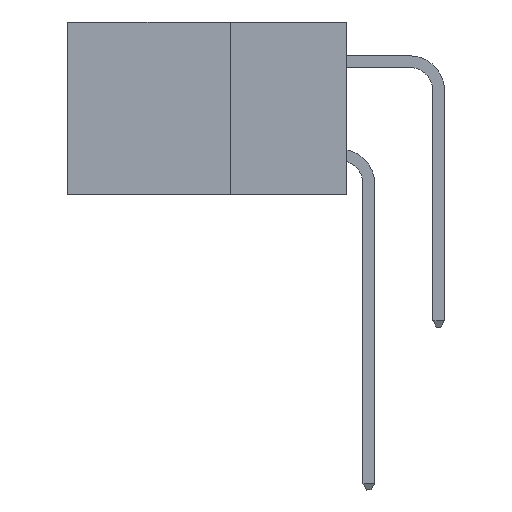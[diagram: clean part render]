
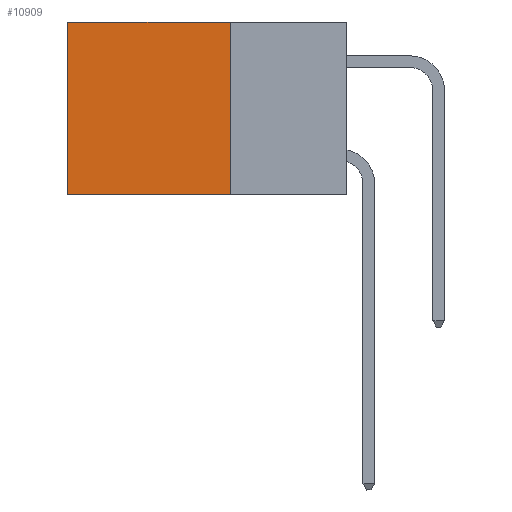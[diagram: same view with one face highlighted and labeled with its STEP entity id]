
A CAD part, left-side view. The second image highlights one B-rep face of the part: STEP entity #10909.
In plain terms, the highlighted planar face has unit normal (-1, 0, 0).
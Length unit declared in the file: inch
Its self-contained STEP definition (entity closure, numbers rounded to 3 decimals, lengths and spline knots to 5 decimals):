
#19 = CARTESIAN_POINT ( 'NONE',  ( 0.2875, 0.6, 0. ) ) ;
#586 = ORIENTED_EDGE ( 'NONE', *, *, #6306, .F. ) ;
#821 = VERTEX_POINT ( 'NONE', #18871 ) ;
#4036 = ORIENTED_EDGE ( 'NONE', *, *, #16549, .T. ) ;
#4213 = AXIS2_PLACEMENT_3D ( 'NONE', #10648, #18387, #9242 ) ;
#6008 = VERTEX_POINT ( 'NONE', #13809 ) ;
#6306 = EDGE_CURVE ( 'NONE', #7023, #19232, #18835, .T. ) ;
#6538 = CARTESIAN_POINT ( 'NONE',  ( 0.2875, 0.6, -0.37 ) ) ;
#7023 = VERTEX_POINT ( 'NONE', #16100 ) ;
#7736 = LINE ( 'NONE', #9629, #8219 ) ;
#8219 = VECTOR ( 'NONE', #11156, 39.37008 ) ;
#8410 = EDGE_LOOP ( 'NONE', ( #13595, #586, #10233, #4036 ) ) ;
#9242 = DIRECTION ( 'NONE',  ( 0., 0., -1. ) ) ;
#9381 = EDGE_CURVE ( 'NONE', #821, #19232, #18280, .T. ) ;
#9629 = CARTESIAN_POINT ( 'NONE',  ( 0.2875, 0.25, 0. ) ) ;
#9671 = DIRECTION ( 'NONE',  ( 0., 0., -1. ) ) ;
#10233 = ORIENTED_EDGE ( 'NONE', *, *, #17241, .F. ) ;
#10648 = CARTESIAN_POINT ( 'NONE',  ( 0.2875, 0.25, 0. ) ) ;
#10909 = ADVANCED_FACE ( 'NONE', ( #12497 ), #15354, .F. ) ;
#11156 = DIRECTION ( 'NONE',  ( 0., 1., 0. ) ) ;
#11427 = CARTESIAN_POINT ( 'NONE',  ( 0.2875, 0.25, -0.37 ) ) ;
#12497 = FACE_OUTER_BOUND ( 'NONE', #8410, .T. ) ;
#13595 = ORIENTED_EDGE ( 'NONE', *, *, #9381, .T. ) ;
#13809 = CARTESIAN_POINT ( 'NONE',  ( 0.2875, 0.25, 0. ) ) ;
#14211 = VECTOR ( 'NONE', #9671, 39.37008 ) ;
#14462 = DIRECTION ( 'NONE',  ( 0., 1., 0. ) ) ;
#14817 = VECTOR ( 'NONE', #14462, 39.37008 ) ;
#15354 = PLANE ( 'NONE',  #4213 ) ;
#15937 = DIRECTION ( 'NONE',  ( 0., 0., -1. ) ) ;
#16100 = CARTESIAN_POINT ( 'NONE',  ( 0.2875, 0.25, -0.37 ) ) ;
#16549 = EDGE_CURVE ( 'NONE', #6008, #821, #7736, .T. ) ;
#17241 = EDGE_CURVE ( 'NONE', #6008, #7023, #18245, .T. ) ;
#17332 = VECTOR ( 'NONE', #15937, 39.37008 ) ;
#18245 = LINE ( 'NONE', #18803, #14211 ) ;
#18280 = LINE ( 'NONE', #19, #17332 ) ;
#18387 = DIRECTION ( 'NONE',  ( 1., 0., 0. ) ) ;
#18803 = CARTESIAN_POINT ( 'NONE',  ( 0.2875, 0.25, 0. ) ) ;
#18835 = LINE ( 'NONE', #11427, #14817 ) ;
#18871 = CARTESIAN_POINT ( 'NONE',  ( 0.2875, 0.6, 0. ) ) ;
#19232 = VERTEX_POINT ( 'NONE', #6538 ) ;
